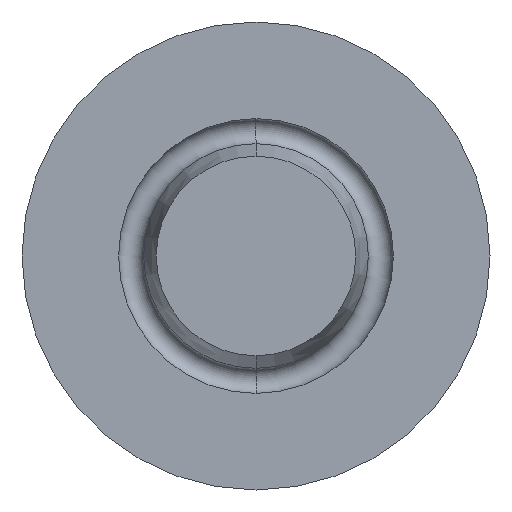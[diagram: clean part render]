
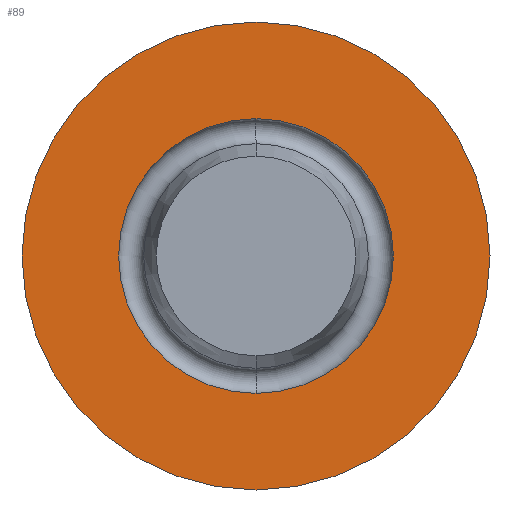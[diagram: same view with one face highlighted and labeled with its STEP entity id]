
A CAD part, front view. The second image highlights one B-rep face of the part: STEP entity #89.
In plain terms, the highlighted planar face has unit normal (0, -1, 0).
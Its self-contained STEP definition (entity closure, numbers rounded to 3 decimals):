
#89 = ADVANCED_FACE( '', ( #123, #124 ), #125, .T. );
#123 = FACE_OUTER_BOUND( '', #161, .T. );
#124 = FACE_BOUND( '', #162, .T. );
#125 = PLANE( '', #163 );
#161 = EDGE_LOOP( '', ( #266, #267 ) );
#162 = EDGE_LOOP( '', ( #268, #269 ) );
#163 = AXIS2_PLACEMENT_3D( '', #270, #271, #272 );
#266 = ORIENTED_EDGE( '', *, *, #297, .F. );
#267 = ORIENTED_EDGE( '', *, *, #323, .F. );
#268 = ORIENTED_EDGE( '', *, *, #302, .T. );
#269 = ORIENTED_EDGE( '', *, *, #322, .T. );
#270 = CARTESIAN_POINT( '', ( 0., 0., -9.92 ) );
#271 = DIRECTION( '', ( 0., -1., 0. ) );
#272 = DIRECTION( '', ( 0., 0., 1. ) );
#297 = EDGE_CURVE( '', #334, #336, #337, .T. );
#302 = EDGE_CURVE( '', #340, #344, #346, .T. );
#322 = EDGE_CURVE( '', #344, #340, #376, .T. );
#323 = EDGE_CURVE( '', #336, #334, #377, .T. );
#334 = VERTEX_POINT( '', #390 );
#336 = VERTEX_POINT( '', #393 );
#337 = CIRCLE( '', #394, 12.5 );
#340 = VERTEX_POINT( '', #398 );
#344 = VERTEX_POINT( '', #402 );
#346 = CIRCLE( '', #404, 7.34 );
#376 = CIRCLE( '', #442, 7.34 );
#377 = CIRCLE( '', #443, 12.5 );
#390 = CARTESIAN_POINT( '', ( 0., 0., -12.5 ) );
#393 = CARTESIAN_POINT( '', ( 0., 0., 12.5 ) );
#394 = AXIS2_PLACEMENT_3D( '', #455, #456, #457 );
#398 = CARTESIAN_POINT( '', ( 0., 0., -7.34 ) );
#402 = CARTESIAN_POINT( '', ( 0., 0., 7.34 ) );
#404 = AXIS2_PLACEMENT_3D( '', #468, #469, #470 );
#442 = AXIS2_PLACEMENT_3D( '', #512, #513, #514 );
#443 = AXIS2_PLACEMENT_3D( '', #515, #516, #517 );
#455 = CARTESIAN_POINT( '', ( 0., 0., 0. ) );
#456 = DIRECTION( '', ( 0., 1., 0. ) );
#457 = DIRECTION( '', ( 0., 0., -1. ) );
#468 = CARTESIAN_POINT( '', ( 0., 0., 0. ) );
#469 = DIRECTION( '', ( 0., 1., 0. ) );
#470 = DIRECTION( '', ( 0., 0., -1. ) );
#512 = CARTESIAN_POINT( '', ( 0., 0., 0. ) );
#513 = DIRECTION( '', ( 0., 1., 0. ) );
#514 = DIRECTION( '', ( 0., 0., -1. ) );
#515 = CARTESIAN_POINT( '', ( 0., 0., 0. ) );
#516 = DIRECTION( '', ( 0., 1., 0. ) );
#517 = DIRECTION( '', ( 0., 0., -1. ) );
